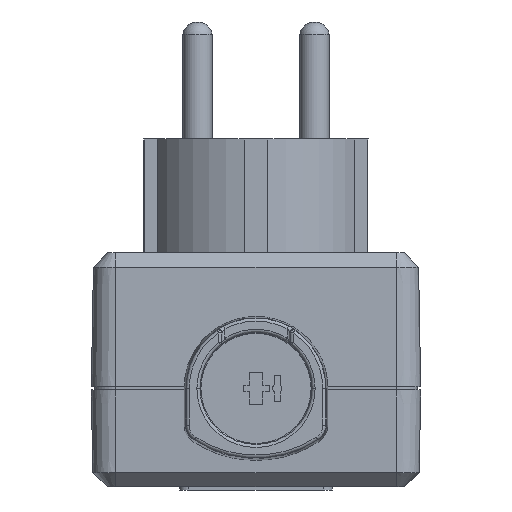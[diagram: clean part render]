
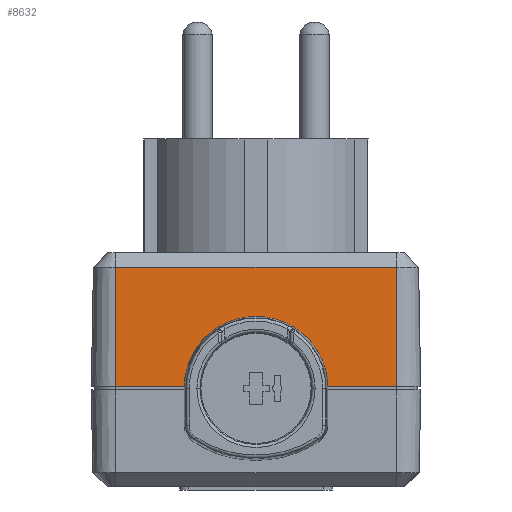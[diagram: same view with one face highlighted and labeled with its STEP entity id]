
A CAD part, front view. The second image highlights one B-rep face of the part: STEP entity #8632.
In plain terms, the highlighted planar face has unit normal (0, -1, 0.018).
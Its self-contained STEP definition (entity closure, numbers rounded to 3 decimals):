
#409 = VECTOR ( 'NONE', #11174, 1000. ) ;
#580 = ORIENTED_EDGE ( 'NONE', *, *, #7010, .T. ) ;
#655 = EDGE_CURVE ( 'NONE', #7124, #9094, #2298, .T. ) ;
#720 = AXIS2_PLACEMENT_3D ( 'NONE', #13536, #12577, #6237 ) ;
#1012 = FACE_OUTER_BOUND ( 'NONE', #1714, .T. ) ;
#1714 = EDGE_LOOP ( 'NONE', ( #7240, #10443, #5372, #3475, #6153, #580, #12876 ) ) ;
#2177 = CARTESIAN_POINT ( 'NONE',  ( 22.75, -55.306, -2.3 ) ) ;
#2298 =( BOUNDED_CURVE ( )  B_SPLINE_CURVE ( 3, ( #12766, #12811, #6025, #12600 ),
 .UNSPECIFIED., .F., .T. ) 
 B_SPLINE_CURVE_WITH_KNOTS ( ( 4, 4 ),
 ( 4.737, 6.283 ),
 .UNSPECIFIED. ) 
 CURVE ( )  GEOMETRIC_REPRESENTATION_ITEM ( )  RATIONAL_B_SPLINE_CURVE ( ( 1., 0.811, 0.811, 1. ) ) 
 REPRESENTATION_ITEM ( '' )  );
#2534 = LINE ( 'NONE', #2882, #10309 ) ;
#2651 = CARTESIAN_POINT ( 'NONE',  ( -4.697, -55.506, -13.775 ) ) ;
#2659 = CARTESIAN_POINT ( 'NONE',  ( -22.75, -55.65, -22. ) ) ;
#2882 = CARTESIAN_POINT ( 'NONE',  ( 0., -55.306, -2.3 ) ) ;
#3089 = EDGE_CURVE ( 'NONE', #6454, #13586, #8049, .T. ) ;
#3100 = DIRECTION ( 'NONE',  ( 1., 0., 0. ) ) ;
#3475 = ORIENTED_EDGE ( 'NONE', *, *, #4934, .T. ) ;
#3602 = CARTESIAN_POINT ( 'NONE',  ( -22.75, -55.646, -21.75 ) ) ;
#3717 = CARTESIAN_POINT ( 'NONE',  ( -8.059, -55.564, -17.055 ) ) ;
#3762 = CARTESIAN_POINT ( 'NONE',  ( 22.75, -55.65, -22. ) ) ;
#3951 = DIRECTION ( 'NONE',  ( -1., 0., 0. ) ) ;
#4130 = CARTESIAN_POINT ( 'NONE',  ( 8.175, -55.646, -21.75 ) ) ;
#4142 =( BOUNDED_CURVE ( )  B_SPLINE_CURVE ( 3, ( #5818, #2651, #3717, #11126 ),
 .UNSPECIFIED., .F., .T. ) 
 B_SPLINE_CURVE_WITH_KNOTS ( ( 4, 4 ),
 ( 0., 1.546 ),
 .UNSPECIFIED. ) 
 CURVE ( )  GEOMETRIC_REPRESENTATION_ITEM ( )  RATIONAL_B_SPLINE_CURVE ( ( 1., 0.811, 0.811, 1. ) ) 
 REPRESENTATION_ITEM ( '' )  );
#4250 = VECTOR ( 'NONE', #5861, 1000. ) ;
#4865 = EDGE_CURVE ( 'NONE', #6412, #5822, #8814, .T. ) ;
#4934 = EDGE_CURVE ( 'NONE', #5822, #13586, #2534, .T. ) ;
#5372 = ORIENTED_EDGE ( 'NONE', *, *, #4865, .T. ) ;
#5648 = CARTESIAN_POINT ( 'NONE',  ( 22.75, -55.646, -21.75 ) ) ;
#5741 = EDGE_CURVE ( 'NONE', #7124, #6412, #12818, .T. ) ;
#5818 = CARTESIAN_POINT ( 'NONE',  ( 0., -55.506, -13.775 ) ) ;
#5822 = VERTEX_POINT ( 'NONE', #2177 ) ;
#5861 = DIRECTION ( 'NONE',  ( 0., 0.017, 1. ) ) ;
#6025 = CARTESIAN_POINT ( 'NONE',  ( 4.697, -55.506, -13.775 ) ) ;
#6031 = VECTOR ( 'NONE', #8157, 1000. ) ;
#6153 = ORIENTED_EDGE ( 'NONE', *, *, #3089, .F. ) ;
#6237 = DIRECTION ( 'NONE',  ( 0., -0.017, -1. ) ) ;
#6412 = VERTEX_POINT ( 'NONE', #5648 ) ;
#6454 = VERTEX_POINT ( 'NONE', #3602 ) ;
#7010 = EDGE_CURVE ( 'NONE', #6454, #11887, #12010, .T. ) ;
#7124 = VERTEX_POINT ( 'NONE', #4130 ) ;
#7240 = ORIENTED_EDGE ( 'NONE', *, *, #655, .F. ) ;
#8049 = LINE ( 'NONE', #2659, #4250 ) ;
#8157 = DIRECTION ( 'NONE',  ( 1., 0., 0. ) ) ;
#8629 = CARTESIAN_POINT ( 'NONE',  ( -8.175, -55.646, -21.75 ) ) ;
#8632 = ADVANCED_FACE ( 'NONE', ( #1012 ), #13587, .T. ) ;
#8814 = LINE ( 'NONE', #3762, #409 ) ;
#9043 = CARTESIAN_POINT ( 'NONE',  ( 0., -55.506, -13.775 ) ) ;
#9094 = VERTEX_POINT ( 'NONE', #9043 ) ;
#9435 = CARTESIAN_POINT ( 'NONE',  ( 22.75, -55.646, -21.75 ) ) ;
#10309 = VECTOR ( 'NONE', #3951, 1000. ) ;
#10443 = ORIENTED_EDGE ( 'NONE', *, *, #5741, .T. ) ;
#10697 = EDGE_CURVE ( 'NONE', #9094, #11887, #4142, .T. ) ;
#11126 = CARTESIAN_POINT ( 'NONE',  ( -8.175, -55.646, -21.75 ) ) ;
#11174 = DIRECTION ( 'NONE',  ( 0., 0.017, 1. ) ) ;
#11319 = CARTESIAN_POINT ( 'NONE',  ( 22.75, -55.646, -21.75 ) ) ;
#11887 = VERTEX_POINT ( 'NONE', #8629 ) ;
#12010 = LINE ( 'NONE', #11319, #6031 ) ;
#12577 = DIRECTION ( 'NONE',  ( 0., -1., 0.017 ) ) ;
#12600 = CARTESIAN_POINT ( 'NONE',  ( 0., -55.506, -13.775 ) ) ;
#12766 = CARTESIAN_POINT ( 'NONE',  ( 8.175, -55.646, -21.75 ) ) ;
#12811 = CARTESIAN_POINT ( 'NONE',  ( 8.059, -55.564, -17.055 ) ) ;
#12818 = LINE ( 'NONE', #9435, #13143 ) ;
#12876 = ORIENTED_EDGE ( 'NONE', *, *, #10697, .F. ) ;
#12998 = CARTESIAN_POINT ( 'NONE',  ( -22.75, -55.306, -2.3 ) ) ;
#13143 = VECTOR ( 'NONE', #3100, 1000. ) ;
#13536 = CARTESIAN_POINT ( 'NONE',  ( 0., -55.65, -22. ) ) ;
#13586 = VERTEX_POINT ( 'NONE', #12998 ) ;
#13587 = PLANE ( 'NONE',  #720 ) ;
